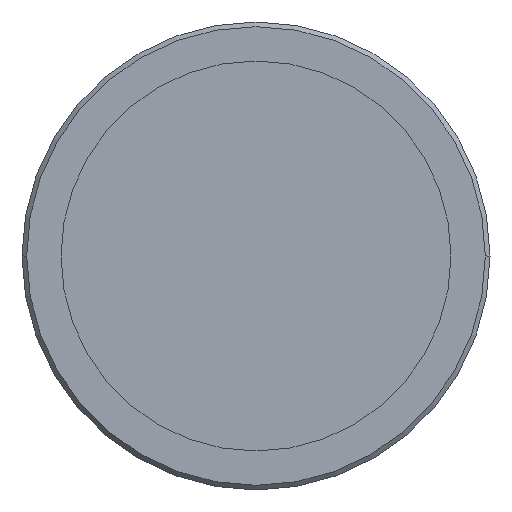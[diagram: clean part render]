
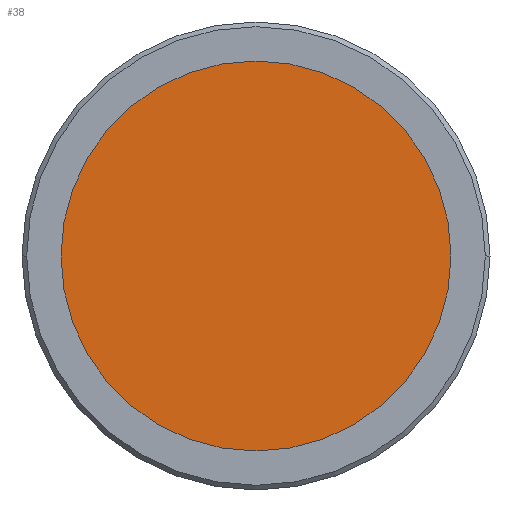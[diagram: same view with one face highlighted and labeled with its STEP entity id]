
A CAD part, left-side view. The second image highlights one B-rep face of the part: STEP entity #38.
In plain terms, the highlighted planar face has unit normal (-1, 0, 0).
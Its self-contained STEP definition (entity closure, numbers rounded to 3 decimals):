
#2 = DIRECTION ( 'NONE',  ( -1., 0., 0. ) ) ;
#11 = DIRECTION ( 'NONE',  ( -1., 0., 0. ) ) ;
#38 = ADVANCED_FACE ( 'NONE', ( #286 ), #479, .T. ) ;
#48 = EDGE_CURVE ( 'NONE', #425, #560, #506, .T. ) ;
#76 = ORIENTED_EDGE ( 'NONE', *, *, #102, .T. ) ;
#102 = EDGE_CURVE ( 'NONE', #560, #425, #373, .T. ) ;
#120 = CARTESIAN_POINT ( 'NONE',  ( -83., -12.5, 0. ) ) ;
#122 = AXIS2_PLACEMENT_3D ( 'NONE', #349, #138, #391 ) ;
#138 = DIRECTION ( 'NONE',  ( -1., 0., 0. ) ) ;
#141 = DIRECTION ( 'NONE',  ( 0., -1., 0. ) ) ;
#160 = EDGE_LOOP ( 'NONE', ( #427, #76 ) ) ;
#170 = AXIS2_PLACEMENT_3D ( 'NONE', #528, #2, #393 ) ;
#286 = FACE_OUTER_BOUND ( 'NONE', #160, .T. ) ;
#349 = CARTESIAN_POINT ( 'NONE',  ( -83., 0., 0. ) ) ;
#373 = CIRCLE ( 'NONE', #429, 12.5 ) ;
#391 = DIRECTION ( 'NONE',  ( 0., -1., 0. ) ) ;
#393 = DIRECTION ( 'NONE',  ( 0., -1., 0. ) ) ;
#421 = CARTESIAN_POINT ( 'NONE',  ( -83., 12.5, 0. ) ) ;
#425 = VERTEX_POINT ( 'NONE', #120 ) ;
#427 = ORIENTED_EDGE ( 'NONE', *, *, #48, .T. ) ;
#429 = AXIS2_PLACEMENT_3D ( 'NONE', #442, #11, #141 ) ;
#442 = CARTESIAN_POINT ( 'NONE',  ( -83., 0., 0. ) ) ;
#479 = PLANE ( 'NONE',  #122 ) ;
#506 = CIRCLE ( 'NONE', #170, 12.5 ) ;
#528 = CARTESIAN_POINT ( 'NONE',  ( -83., 0., 0. ) ) ;
#560 = VERTEX_POINT ( 'NONE', #421 ) ;
